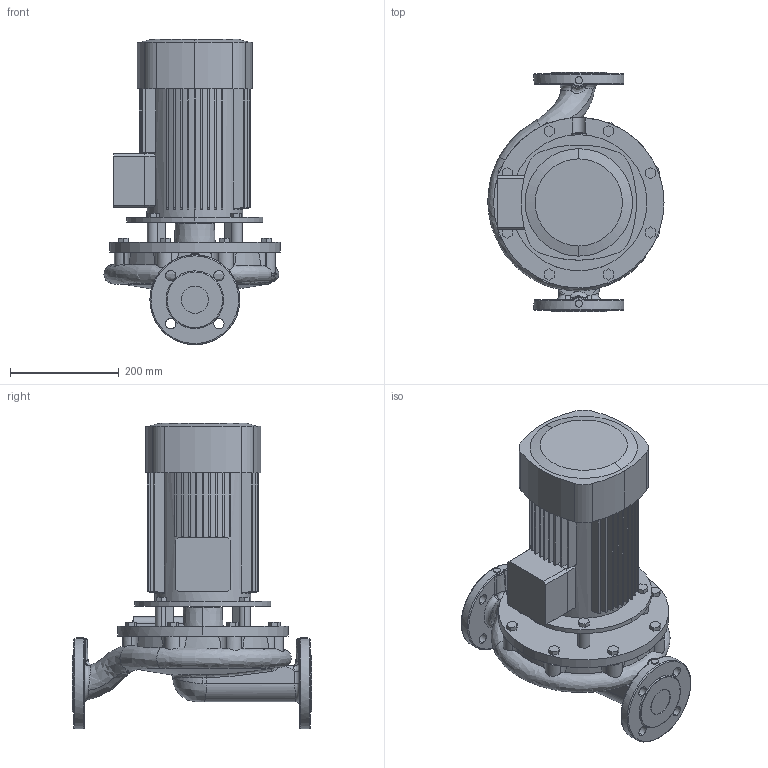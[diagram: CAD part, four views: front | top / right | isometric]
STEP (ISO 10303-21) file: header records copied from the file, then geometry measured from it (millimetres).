
FILE_DESCRIPTION (( 'STEP AP203' ), '1' );
FILE_NAME ('VariA 50-23.STEP', '2014-07-08T09:36:02', ( '' ), ( '' ), 'SwSTEP 2.0', 'SolidWorks 2011', '' );
FILE_SCHEMA (( 'CONFIG_CONTROL_DESIGN' ));
Length unit declared in the file: millimetre
Products named in the file (1): VariA 50-23
Bounding box: 323.38 x 440 x 560.5 mm (x, y, z)
Volume: 19024074.1 mm3; surface area: 1167874.1 mm2
Topology: 4 solids, 4 shells, 552 faces, 1476 edges, 942 vertices
Faces by surface type: plane 249, cylinder 165, cone 70, bspline 50, torus 18
Entity records: 25574 total; most frequent: CARTESIAN_POINT 12172, ORIENTED_EDGE 2896, DIRECTION 2637, EDGE_CURVE 1448, AXIS2_PLACEMENT_3D 957, VERTEX_POINT 942, LINE 723, VECTOR 723
